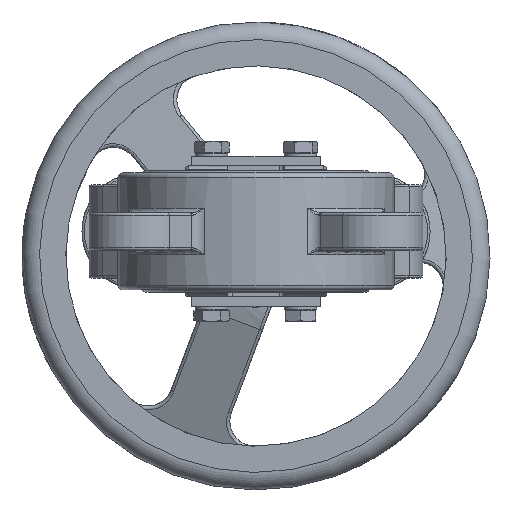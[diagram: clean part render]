
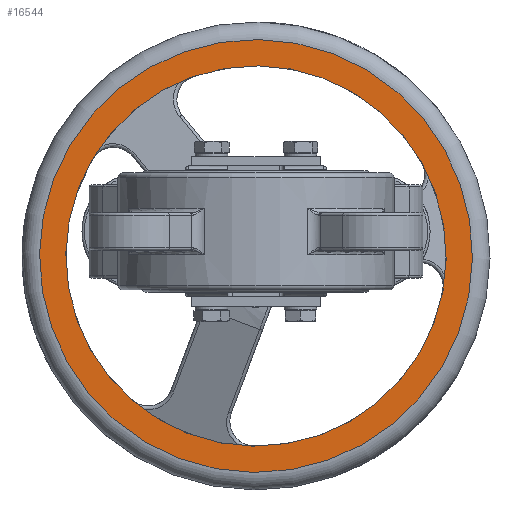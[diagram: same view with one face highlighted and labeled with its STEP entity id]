
A CAD part, front view. The second image highlights one B-rep face of the part: STEP entity #16544.
In plain terms, the highlighted face is planar.
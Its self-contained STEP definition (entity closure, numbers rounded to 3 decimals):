
#916=FACE_BOUND('',#5099,.T.);
#4070=FACE_OUTER_BOUND('',#5098,.T.);
#5098=EDGE_LOOP('',(#13611));
#5099=EDGE_LOOP('',(#13612));
#6114=CIRCLE('',#18511,92.5);
#6126=CIRCLE('',#18525,81.25);
#7432=VERTEX_POINT('',#31446);
#7434=VERTEX_POINT('',#31464);
#9591=EDGE_CURVE('',#7432,#7432,#6114,.T.);
#9604=EDGE_CURVE('',#7434,#7434,#6126,.T.);
#13611=ORIENTED_EDGE('',*,*,#9591,.F.);
#13612=ORIENTED_EDGE('',*,*,#9604,.T.);
#14859=PLANE('',#18524);
#16544=ADVANCED_FACE('',(#4070,#916),#14859,.T.);
#18511=AXIS2_PLACEMENT_3D('',#31448,#22659,#22660);
#18524=AXIS2_PLACEMENT_3D('',#31463,#22686,#22687);
#18525=AXIS2_PLACEMENT_3D('',#31465,#22688,#22689);
#22659=DIRECTION('center_axis',(0.,0.,1.));
#22660=DIRECTION('ref_axis',(0.,1.,0.));
#22686=DIRECTION('center_axis',(0.,0.,-1.));
#22687=DIRECTION('ref_axis',(-1.,0.,0.));
#22688=DIRECTION('center_axis',(0.,0.,1.));
#22689=DIRECTION('ref_axis',(1.,0.,0.));
#31446=CARTESIAN_POINT('',(-92.5,0.,12.199));
#31448=CARTESIAN_POINT('Origin',(0.,0.,12.199));
#31463=CARTESIAN_POINT('Origin',(0.,-100.,12.199));
#31464=CARTESIAN_POINT('',(0.,81.25,12.199));
#31465=CARTESIAN_POINT('Origin',(0.,0.,12.199));
